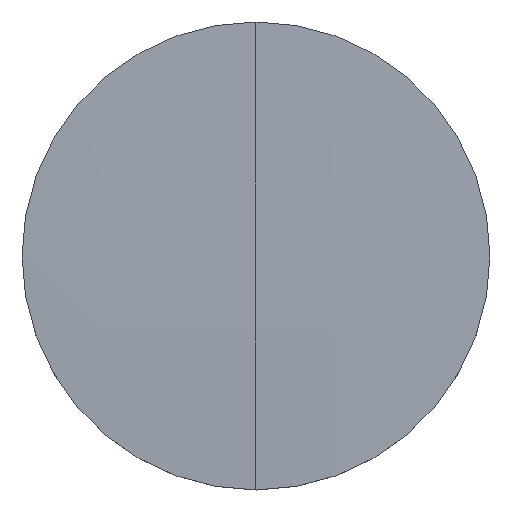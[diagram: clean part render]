
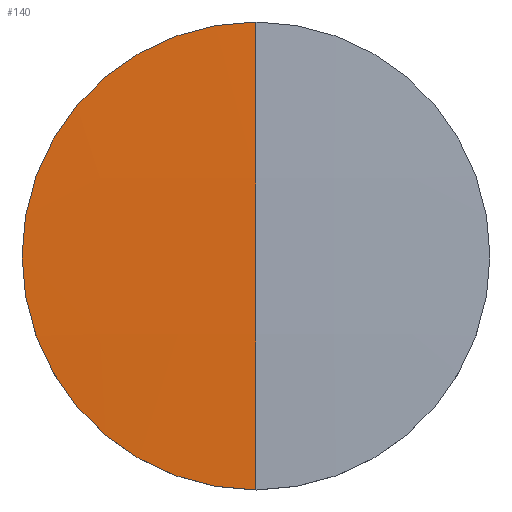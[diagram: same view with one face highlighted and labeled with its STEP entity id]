
A CAD part, top view. The second image highlights one B-rep face of the part: STEP entity #140.
In plain terms, the highlighted free-form (B-spline) face has degree [3, 3] with [4, 4] control points.
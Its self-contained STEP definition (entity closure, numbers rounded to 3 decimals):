
#8 = CARTESIAN_POINT ( 'NONE',  ( 0., 0., 4.689 ) ) ;
#9 = CARTESIAN_POINT ( 'NONE',  ( -25.545, 25.705, 4.367 ) ) ;
#10 = CARTESIAN_POINT ( 'NONE',  ( 0., -25.705, 4.681 ) ) ;
#20 = CARTESIAN_POINT ( 'NONE',  ( 0., 0., -1032. ) ) ;
#29 = AXIS2_PLACEMENT_3D ( 'NONE', #195, #80, #82 ) ;
#36 = CARTESIAN_POINT ( 'NONE',  ( -25.545, -25.705, 4.367 ) ) ;
#48 = EDGE_CURVE ( 'NONE', #256, #183, #101, .T. ) ;
#58 = CARTESIAN_POINT ( 'NONE',  ( -17.031, -25.705, 4.576 ) ) ;
#80 = DIRECTION ( 'NONE',  ( 0., 0., -1. ) ) ;
#82 = DIRECTION ( 'NONE',  ( 1., 0., 0. ) ) ;
#85 = ORIENTED_EDGE ( 'NONE', *, *, #48, .F. ) ;
#86 = CARTESIAN_POINT ( 'NONE',  ( -8.519, 8.57, 5.106 ) ) ;
#87 = CARTESIAN_POINT ( 'NONE',  ( -17.038, 8.57, 5.001 ) ) ;
#89 = FACE_OUTER_BOUND ( 'NONE', #169, .T. ) ;
#92 = DIRECTION ( 'NONE',  ( -1., 0., 0. ) ) ;
#94 = CARTESIAN_POINT ( 'NONE',  ( 0., 25.4, 4.689 ) ) ;
#100 = EDGE_CURVE ( 'NONE', #183, #266, #289, .T. ) ;
#101 = CIRCLE ( 'NONE', #29, 25.4 ) ;
#108 = CARTESIAN_POINT ( 'NONE',  ( -8.519, -8.57, 5.106 ) ) ;
#132 = ORIENTED_EDGE ( 'NONE', *, *, #100, .F. ) ;
#135 = CARTESIAN_POINT ( 'NONE',  ( -17.031, 25.705, 4.576 ) ) ;
#139 = DIRECTION ( 'NONE',  ( 1., 0., 0. ) ) ;
#140 = ADVANCED_FACE ( 'NONE', ( #89 ), #214, .T. ) ;
#149 = AXIS2_PLACEMENT_3D ( 'NONE', #8, #243, #139 ) ;
#152 = AXIS2_PLACEMENT_3D ( 'NONE', #20, #92, #186 ) ;
#157 = CARTESIAN_POINT ( 'NONE',  ( -25.555, 8.57, 4.791 ) ) ;
#169 = EDGE_LOOP ( 'NONE', ( #85, #259, #132 ) ) ;
#176 = CARTESIAN_POINT ( 'NONE',  ( -25.555, -8.57, 4.791 ) ) ;
#182 = EDGE_CURVE ( 'NONE', #256, #266, #196, .T. ) ;
#183 = VERTEX_POINT ( 'NONE', #251 ) ;
#186 = DIRECTION ( 'NONE',  ( 0., -1., 0. ) ) ;
#195 = CARTESIAN_POINT ( 'NONE',  ( 0., 0., 4.689 ) ) ;
#196 = CIRCLE ( 'NONE', #152, 1037. ) ;
#201 = CARTESIAN_POINT ( 'NONE',  ( -17.038, -8.57, 5.001 ) ) ;
#214 =( BOUNDED_SURFACE ( )  B_SPLINE_SURFACE ( 3, 3, ( 
 ( #10, #223, #58, #36 ),
 ( #245, #108, #201, #176 ),
 ( #225, #86, #87, #157 ),
 ( #283, #242, #135, #9 ) ),
 .UNSPECIFIED., .F., .F., .T. ) 
 B_SPLINE_SURFACE_WITH_KNOTS ( ( 4, 4 ),
 ( 4, 4 ),
 ( 0., 1. ),
 ( 0., 1. ),
 .UNSPECIFIED. ) 
 GEOMETRIC_REPRESENTATION_ITEM ( )  RATIONAL_B_SPLINE_SURFACE ( (
 ( 1., 1., 1., 1.),
 ( 1., 1., 1., 1.),
 ( 1., 1., 1., 1.),
 ( 1., 1., 1., 1.) ) ) 
 REPRESENTATION_ITEM ( '' )  SURFACE ( )  );
#223 = CARTESIAN_POINT ( 'NONE',  ( -8.516, -25.705, 4.681 ) ) ;
#225 = CARTESIAN_POINT ( 'NONE',  ( 0., 8.57, 5.106 ) ) ;
#242 = CARTESIAN_POINT ( 'NONE',  ( -8.516, 25.705, 4.681 ) ) ;
#243 = DIRECTION ( 'NONE',  ( 0., 0., -1. ) ) ;
#245 = CARTESIAN_POINT ( 'NONE',  ( 0., -8.57, 5.106 ) ) ;
#251 = CARTESIAN_POINT ( 'NONE',  ( -25.4, 0., 4.689 ) ) ;
#256 = VERTEX_POINT ( 'NONE', #286 ) ;
#259 = ORIENTED_EDGE ( 'NONE', *, *, #182, .T. ) ;
#266 = VERTEX_POINT ( 'NONE', #94 ) ;
#283 = CARTESIAN_POINT ( 'NONE',  ( 0., 25.705, 4.681 ) ) ;
#286 = CARTESIAN_POINT ( 'NONE',  ( 0., -25.4, 4.689 ) ) ;
#289 = CIRCLE ( 'NONE', #149, 25.4 ) ;
